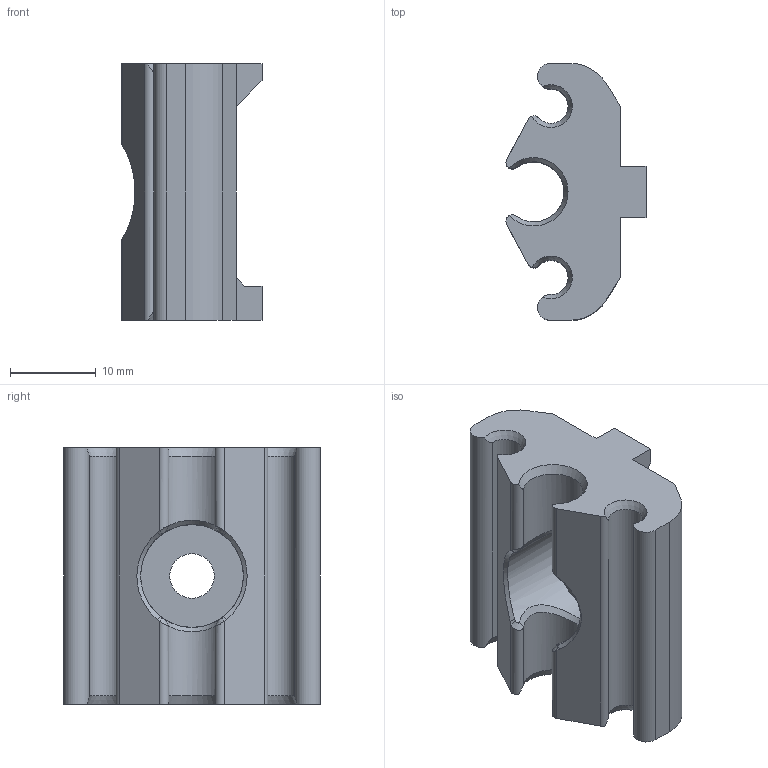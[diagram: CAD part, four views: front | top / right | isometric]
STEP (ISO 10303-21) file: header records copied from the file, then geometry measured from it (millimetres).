
FILE_DESCRIPTION(/* description */ ('Clip, Panle'),/* implementation_level */ '2;1');
FILE_NAME(/* name */ '2020_4mmTube_harness_clip.step',/* time_stamp */ '2023-11-21T14:31:59-05:00',/* author */ (''),/* organization */ (''),/* preprocessor_version */ 'ST-DEVELOPER v20',/* originating_system */ 'Autodesk Translation Framework v12.14.0.127',/* authorisation */ '');
FILE_SCHEMA (('AUTOMOTIVE_DESIGN { 1 0 10303 214 3 1 1 }'));
Length unit declared in the file: millimetre
Products named in the file (1): PanelClip
Bounding box: 16.35 x 30 x 30 mm (x, y, z)
Volume: 7154.1 mm3; surface area: 3700.8 mm2
Topology: 1 solids, 1 shells, 57 faces, 157 edges, 102 vertices
Faces by surface type: plane 19, cylinder 16, bspline 16, cone 6
Full cylindrical faces by diameter (mm): 5.2 x1, 12 x1
Entity records: 2588 total; most frequent: CARTESIAN_POINT 1208, ORIENTED_EDGE 314, DIRECTION 227, EDGE_CURVE 157, VERTEX_POINT 102, LINE 81, VECTOR 81, AXIS2_PLACEMENT_3D 73
